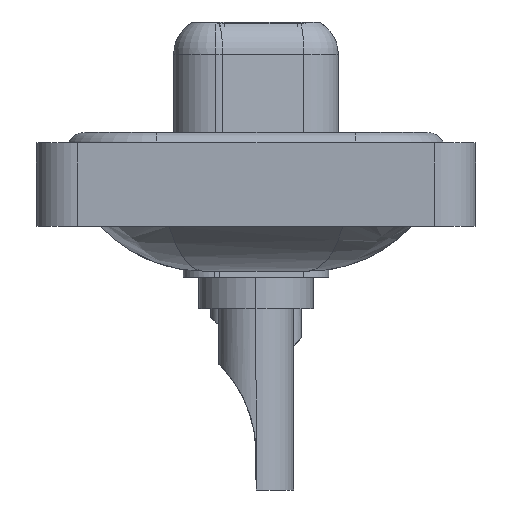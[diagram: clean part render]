
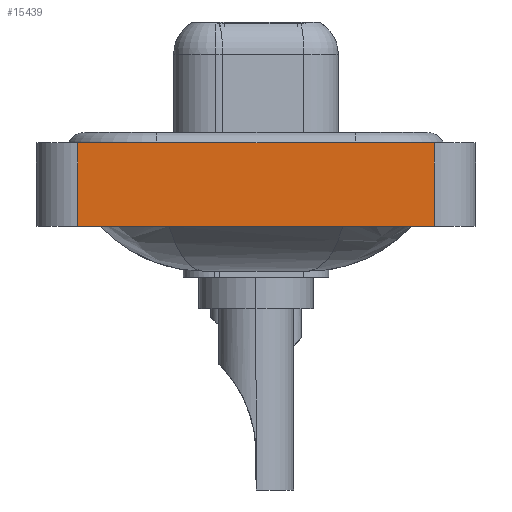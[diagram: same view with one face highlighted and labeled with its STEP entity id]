
A CAD part, left-side view. The second image highlights one B-rep face of the part: STEP entity #15439.
In plain terms, the highlighted planar face has unit normal (-1, 0, 0).
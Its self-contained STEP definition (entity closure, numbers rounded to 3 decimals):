
#981 = DIRECTION ( 'NONE',  ( -1., 0., 0. ) ) ;
#1541 = EDGE_CURVE ( 'NONE', #22985, #24617, #4239, .T. ) ;
#2642 = DIRECTION ( 'NONE',  ( 0., 0., 1. ) ) ;
#3816 = EDGE_LOOP ( 'NONE', ( #22344, #10978, #9716, #17260 ) ) ;
#4239 = LINE ( 'NONE', #23048, #16936 ) ;
#5169 = AXIS2_PLACEMENT_3D ( 'NONE', #23589, #981, #2642 ) ;
#6494 = VERTEX_POINT ( 'NONE', #7887 ) ;
#7043 = EDGE_CURVE ( 'NONE', #6494, #22985, #23781, .T. ) ;
#7387 = CARTESIAN_POINT ( 'NONE',  ( -7.35, -8.55, -3.6 ) ) ;
#7887 = CARTESIAN_POINT ( 'NONE',  ( -7.35, 8.55, -3.6 ) ) ;
#7984 = DIRECTION ( 'NONE',  ( 0., 0., 1. ) ) ;
#9135 = DIRECTION ( 'NONE',  ( 0., -1., 0. ) ) ;
#9716 = ORIENTED_EDGE ( 'NONE', *, *, #7043, .F. ) ;
#10978 = ORIENTED_EDGE ( 'NONE', *, *, #1541, .F. ) ;
#11907 = DIRECTION ( 'NONE',  ( 0., -1., 0. ) ) ;
#12087 = CARTESIAN_POINT ( 'NONE',  ( -7.35, -8.55, -3.6 ) ) ;
#12186 = VERTEX_POINT ( 'NONE', #23863 ) ;
#13069 = LINE ( 'NONE', #7387, #19384 ) ;
#13099 = CARTESIAN_POINT ( 'NONE',  ( -7.35, -8.55, 0.4 ) ) ;
#14227 = PLANE ( 'NONE',  #5169 ) ;
#15417 = EDGE_CURVE ( 'NONE', #12186, #24617, #19924, .T. ) ;
#15439 = ADVANCED_FACE ( 'NONE', ( #22069 ), #14227, .T. ) ;
#16906 = EDGE_CURVE ( 'NONE', #6494, #12186, #13069, .T. ) ;
#16936 = VECTOR ( 'NONE', #11907, 1000. ) ;
#17260 = ORIENTED_EDGE ( 'NONE', *, *, #16906, .T. ) ;
#17694 = VECTOR ( 'NONE', #22200, 1000. ) ;
#19384 = VECTOR ( 'NONE', #9135, 1000. ) ;
#19924 = LINE ( 'NONE', #12087, #17694 ) ;
#21538 = CARTESIAN_POINT ( 'NONE',  ( -7.35, 8.55, -3.6 ) ) ;
#21692 = VECTOR ( 'NONE', #7984, 1000. ) ;
#22069 = FACE_OUTER_BOUND ( 'NONE', #3816, .T. ) ;
#22200 = DIRECTION ( 'NONE',  ( 0., 0., 1. ) ) ;
#22344 = ORIENTED_EDGE ( 'NONE', *, *, #15417, .T. ) ;
#22985 = VERTEX_POINT ( 'NONE', #24884 ) ;
#23048 = CARTESIAN_POINT ( 'NONE',  ( -7.35, -8.55, 0.4 ) ) ;
#23589 = CARTESIAN_POINT ( 'NONE',  ( -7.35, -8.55, -3.6 ) ) ;
#23781 = LINE ( 'NONE', #21538, #21692 ) ;
#23863 = CARTESIAN_POINT ( 'NONE',  ( -7.35, -8.55, -3.6 ) ) ;
#24617 = VERTEX_POINT ( 'NONE', #13099 ) ;
#24884 = CARTESIAN_POINT ( 'NONE',  ( -7.35, 8.55, 0.4 ) ) ;
